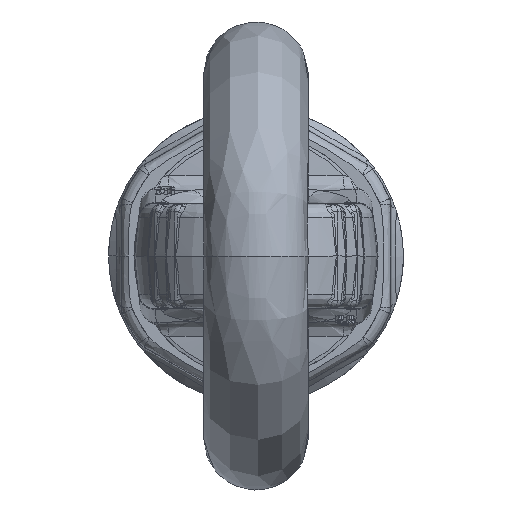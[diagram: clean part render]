
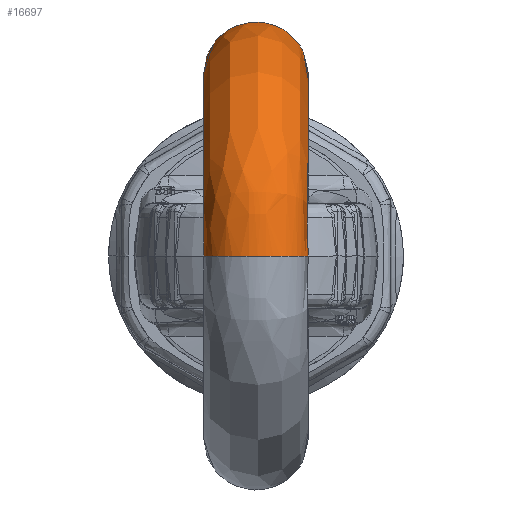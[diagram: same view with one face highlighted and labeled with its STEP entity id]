
A CAD part, left-side view. The second image highlights one B-rep face of the part: STEP entity #16697.
In plain terms, the highlighted free-form (B-spline) face has degree [3, 2] with [4, 7] control points.
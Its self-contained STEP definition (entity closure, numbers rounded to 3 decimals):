
#16592=CARTESIAN_POINT('V4242',(-69.35,
   6.5,21.879));
#16593=VERTEX_POINT('V4242',#16592);
#16599=CARTESIAN_POINT('E2493',(-69.35,
   6.5,21.879));
#16600=CARTESIAN_POINT('E2493',(-66.723,
   6.5,32.826));
#16601=CARTESIAN_POINT('E2493',(-68.037,
   -3.25,27.353));
#16602=CARTESIAN_POINT('E2493',(-69.35,-13.0,
   21.879));
#16603=CARTESIAN_POINT('E2493',(-70.663,
   -3.25,16.405));
#16604=CARTESIAN_POINT('E2493',(-71.977,
   6.5,10.931));
#16605=CARTESIAN_POINT('E2493',(-69.35,
   6.5,21.879));
#16613=(BOUNDED_CURVE()B_SPLINE_CURVE(2,(#16599,#16600,#16601,
   #16602,#16603,#16604,#16605),.CIRCULAR_ARC.,.T.,.U.)
   B_SPLINE_CURVE_WITH_KNOTS((3,2,2,3),(0.0,0.475,
   0.951,1.426),.UNSPECIFIED.)CURVE()
   GEOMETRIC_REPRESENTATION_ITEM()RATIONAL_B_SPLINE_CURVE((1.0,
   0.5,1.0,0.5,1.0,0.5,1.0)
   )REPRESENTATION_ITEM('E2493'));
#16614=EDGE_CURVE('E2493',#16593,#16593,#16613,.T.);
#16624=CARTESIAN_POINT('F510',(-69.35,6.5,
   21.879));
#16625=CARTESIAN_POINT('F510',(-84.702,6.5,
   25.563));
#16626=CARTESIAN_POINT('F510',(-97.1,6.5,
   15.788));
#16627=CARTESIAN_POINT('F510',(-97.1,6.5,
   0.));
#16628=CARTESIAN_POINT('F510',(-71.977,6.5,
   10.931));
#16629=CARTESIAN_POINT('F510',(-79.647,6.5,
   12.772));
#16630=CARTESIAN_POINT('F510',(-85.842,6.5,
   7.888));
#16631=CARTESIAN_POINT('F510',(-85.842,6.5,
   0.));
#16632=CARTESIAN_POINT('F510',(-70.663,
   -3.25,16.405));
#16633=CARTESIAN_POINT('F510',(-82.175,
   -3.25,19.167));
#16634=CARTESIAN_POINT('F510',(-91.471,
   -3.25,11.838));
#16635=CARTESIAN_POINT('F510',(-91.471,
   -3.25,0.));
#16636=CARTESIAN_POINT('F510',(-69.35,-13.0,
   21.879));
#16637=CARTESIAN_POINT('F510',(-84.702,
   -13.,25.563));
#16638=CARTESIAN_POINT('F510',(-97.1,
   -13.,15.788));
#16639=CARTESIAN_POINT('F510',(-97.1,-13.0,
   0.));
#16640=CARTESIAN_POINT('F510',(-68.037,
   -3.25,27.353));
#16641=CARTESIAN_POINT('F510',(-87.229,
   -3.25,31.958));
#16642=CARTESIAN_POINT('F510',(-102.729,
   -3.25,19.738));
#16643=CARTESIAN_POINT('F510',(-102.729,
   -3.25,0.));
#16644=CARTESIAN_POINT('F510',(-66.723,6.5,
   32.826));
#16645=CARTESIAN_POINT('F510',(-89.757,6.5,
   38.354));
#16646=CARTESIAN_POINT('F510',(-108.358,
   6.5,23.688));
#16647=CARTESIAN_POINT('F510',(-108.358,
   6.5,0.));
#16648=CARTESIAN_POINT('F510',(-69.35,6.5,
   21.879));
#16649=CARTESIAN_POINT('F510',(-84.702,6.5,
   25.563));
#16650=CARTESIAN_POINT('F510',(-97.1,6.5,
   15.788));
#16651=CARTESIAN_POINT('F510',(-97.1,6.5,
   0.));
#16659=(BOUNDED_SURFACE()B_SPLINE_SURFACE(3,2,((#16624,#16628,
   #16632,#16636,#16640,#16644,#16648),(#16625,#16629,#16633,
   #16637,#16641,#16645,#16649),(#16626,#16630,#16634,#16638,
   #16642,#16646,#16650),(#16627,#16631,#16635,#16639,#16643,
   #16647,#16651)),.UNSPECIFIED.,.F.,.T.,.U.)
   B_SPLINE_SURFACE_WITH_KNOTS((4,4),(3,2,2,3),(0.0,1.0),(0.0,
   0.475,0.951,1.426),
   .UNSPECIFIED.)GEOMETRIC_REPRESENTATION_ITEM()
   RATIONAL_B_SPLINE_SURFACE(((1.0,0.5,1.0,
   0.5,1.0,0.5,1.0),(0.746,
   0.373,0.746,0.373,
   0.746,0.373,0.746),(
   0.746,0.373,0.746,
   0.373,0.746,0.373,
   0.746),(1.0,0.5,1.0,0.5,
   1.0,0.5,1.0)))REPRESENTATION_ITEM('F510')SURFACE()
   );
#16660=CARTESIAN_POINT('V4229',(-97.1,
   6.5,0.));
#16661=VERTEX_POINT('V4229',#16660);
#16662=CARTESIAN_POINT('E2490',(-69.35,
   6.5,21.879));
#16663=CARTESIAN_POINT('E2490',(-84.702,
   6.5,25.563));
#16664=CARTESIAN_POINT('E2490',(-97.1,
   6.5,15.788));
#16665=CARTESIAN_POINT('E2490',(-97.1,
   6.5,0.));
#16673=(BOUNDED_CURVE()B_SPLINE_CURVE(3,(#16662,#16663,#16664,
   #16665),.UNSPECIFIED.,.F.,.U.)CURVE()
   GEOMETRIC_REPRESENTATION_ITEM()QUASI_UNIFORM_CURVE()
   RATIONAL_B_SPLINE_CURVE((1.0,0.746,
   0.746,1.0))REPRESENTATION_ITEM('E2490'));
#16674=EDGE_CURVE('E2490',#16593,#16661,#16673,.T.);
#16675=ORIENTED_EDGE('E2490',*,*,#16674,.F.);
#16676=ORIENTED_EDGE('E2493',*,*,#16614,.F.);
#16677=ORIENTED_EDGE('E2490',*,*,#16674,.T.);
#16678=CARTESIAN_POINT('E2470',(-97.1,
   6.5,0.0));
#16679=CARTESIAN_POINT('E2470',(-85.842,
   6.5,0.0));
#16680=CARTESIAN_POINT('E2470',(-91.471,
   -3.25,0.0));
#16681=CARTESIAN_POINT('E2470',(-97.1,-13.0,0.0));
#16682=CARTESIAN_POINT('E2470',(-102.729,
   -3.25,0.0));
#16683=CARTESIAN_POINT('E2470',(-108.358,
   6.5,0.0));
#16684=CARTESIAN_POINT('E2470',(-97.1,
   6.5,0.0));
#16692=(BOUNDED_CURVE()B_SPLINE_CURVE(2,(#16678,#16679,#16680,
   #16681,#16682,#16683,#16684),.CIRCULAR_ARC.,.T.,.U.)
   B_SPLINE_CURVE_WITH_KNOTS((3,2,2,3),(0.0,0.475,
   0.951,1.426),.UNSPECIFIED.)CURVE()
   GEOMETRIC_REPRESENTATION_ITEM()RATIONAL_B_SPLINE_CURVE((1.0,
   0.5,1.0,0.5,1.0,0.5,1.0)
   )REPRESENTATION_ITEM('E2470'));
#16693=EDGE_CURVE('E2470',#16661,#16661,#16692,.T.);
#16694=ORIENTED_EDGE('E2470',*,*,#16693,.F.);
#16695=EDGE_LOOP('F510',(#16675,#16676,#16677,#16694));
#16696=FACE_OUTER_BOUND('F510',#16695,.T.);
#16697=ADVANCED_FACE('F510',(#16696),#16659,.F.);
